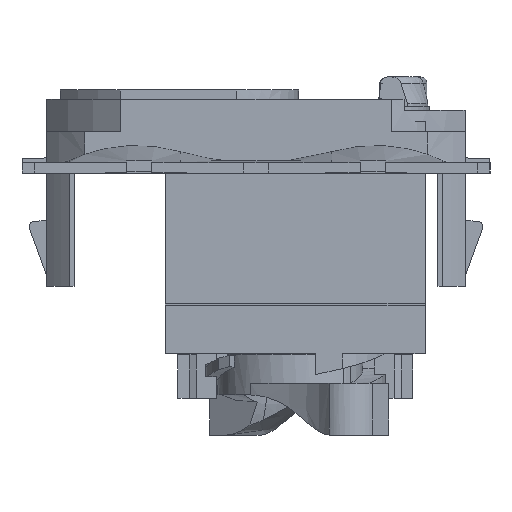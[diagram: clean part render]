
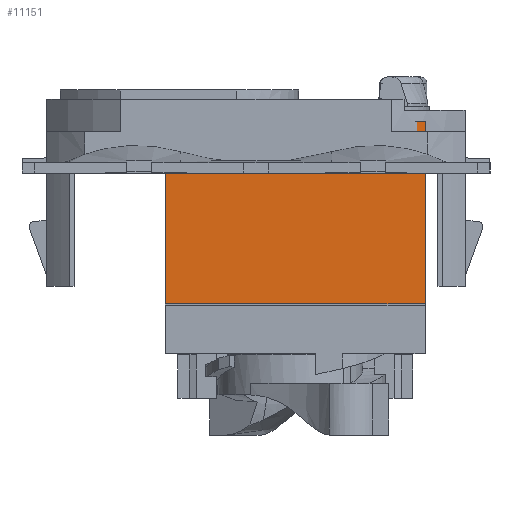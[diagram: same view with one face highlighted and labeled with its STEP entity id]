
A CAD part, left-side view. The second image highlights one B-rep face of the part: STEP entity #11151.
In plain terms, the highlighted planar face has unit normal (-1, 0, 0).
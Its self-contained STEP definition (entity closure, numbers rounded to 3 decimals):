
#11138=AXIS2_PLACEMENT_3D('Plane Axis2P3D',#11135,#11136,#11137) ;
#11042=CARTESIAN_POINT('Vertex',(-7.7,-16.278,-11.889)) ;
#11047=CARTESIAN_POINT('Line Origine',(-7.7,-3.778,-11.889)) ;
#11051=CARTESIAN_POINT('Vertex',(-7.7,8.722,-11.889)) ;
#11091=CARTESIAN_POINT('Vertex',(-7.7,8.722,5.95)) ;
#11094=CARTESIAN_POINT('Line Origine',(-7.7,-3.778,5.95)) ;
#11098=CARTESIAN_POINT('Vertex',(-7.7,-16.278,5.95)) ;
#11118=CARTESIAN_POINT('Line Origine',(-7.7,8.722,-2.97)) ;
#11135=CARTESIAN_POINT('Axis2P3D Location',(-7.7,-16.278,5.95)) ;
#11140=CARTESIAN_POINT('Line Origine',(-7.7,-16.278,-2.97)) ;
#11048=DIRECTION('Vector Direction',(0.,1.,0.)) ;
#11095=DIRECTION('Vector Direction',(0.,1.,0.)) ;
#11119=DIRECTION('Vector Direction',(0.,0.,-1.)) ;
#11136=DIRECTION('Axis2P3D Direction',(-1.,0.,0.)) ;
#11137=DIRECTION('Axis2P3D XDirection',(0.,1.,0.)) ;
#11141=DIRECTION('Vector Direction',(0.,0.,-1.)) ;
#11049=VECTOR('Line Direction',#11048,1.) ;
#11096=VECTOR('Line Direction',#11095,1.) ;
#11120=VECTOR('Line Direction',#11119,1.) ;
#11142=VECTOR('Line Direction',#11141,1.) ;
#11146=ORIENTED_EDGE('',*,*,#11053,.T.) ;
#11147=ORIENTED_EDGE('',*,*,#11144,.F.) ;
#11148=ORIENTED_EDGE('',*,*,#11100,.F.) ;
#11149=ORIENTED_EDGE('',*,*,#11122,.T.) ;
#11151=ADVANCED_FACE('AG01417_A .1\\Jack 3.1\\Corps principal',(#11150),#11139,.T.) ;
#11053=EDGE_CURVE('',#11052,#11043,#11050,.F.) ;
#11100=EDGE_CURVE('',#11092,#11099,#11097,.F.) ;
#11122=EDGE_CURVE('',#11092,#11052,#11121,.T.) ;
#11144=EDGE_CURVE('',#11099,#11043,#11143,.T.) ;
#11145=EDGE_LOOP('',(#11146,#11147,#11148,#11149)) ;
#11150=FACE_OUTER_BOUND('',#11145,.T.) ;
#11050=LINE('Line',#11047,#11049) ;
#11097=LINE('Line',#11094,#11096) ;
#11121=LINE('Line',#11118,#11120) ;
#11143=LINE('Line',#11140,#11142) ;
#11139=PLANE('',#11138) ;
#11043=VERTEX_POINT('',#11042) ;
#11052=VERTEX_POINT('',#11051) ;
#11092=VERTEX_POINT('',#11091) ;
#11099=VERTEX_POINT('',#11098) ;
